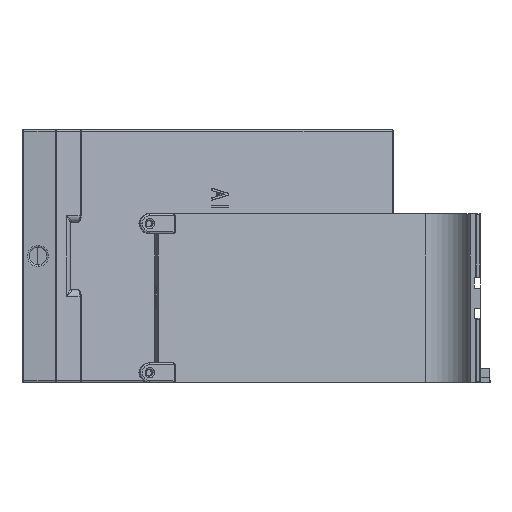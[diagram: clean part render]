
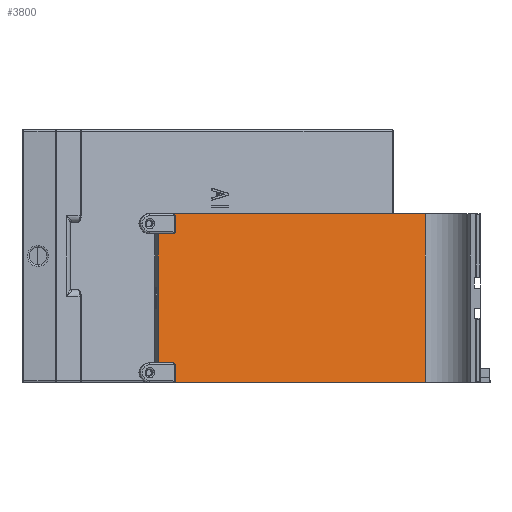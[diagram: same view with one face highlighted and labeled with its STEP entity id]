
A CAD part, left-side view. The second image highlights one B-rep face of the part: STEP entity #3800.
In plain terms, the highlighted face is planar.
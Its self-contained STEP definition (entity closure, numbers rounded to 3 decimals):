
#227 = DIRECTION ( 'NONE',  ( -0.342, 0.94, 0. ) ) ;
#1369 = VERTEX_POINT ( 'NONE', #15063 ) ;
#1439 = ORIENTED_EDGE ( 'NONE', *, *, #14689, .T. ) ;
#1747 = CARTESIAN_POINT ( 'NONE',  ( 40.399, 19.47, -25. ) ) ;
#2244 = CARTESIAN_POINT ( 'NONE',  ( 40.399, 19.47, -25. ) ) ;
#2658 = LINE ( 'NONE', #6090, #18061 ) ;
#2740 = EDGE_LOOP ( 'NONE', ( #7394, #11836, #1439, #17597 ) ) ;
#2777 = VERTEX_POINT ( 'NONE', #11674 ) ;
#2874 = VECTOR ( 'NONE', #7821, 1000. ) ;
#3800 = ADVANCED_FACE ( 'NONE', ( #13728 ), #10705, .T. ) ;
#4474 = LINE ( 'NONE', #19946, #9860 ) ;
#4509 = AXIS2_PLACEMENT_3D ( 'NONE', #18388, #19904, #6046 ) ;
#4572 = DIRECTION ( 'NONE',  ( 0., 0., -1. ) ) ;
#4596 = LINE ( 'NONE', #1747, #12846 ) ;
#6046 = DIRECTION ( 'NONE',  ( 0.342, -0.94, 0. ) ) ;
#6090 = CARTESIAN_POINT ( 'NONE',  ( 40.399, 19.47, 25. ) ) ;
#6498 = CARTESIAN_POINT ( 'NONE',  ( 40.399, 19.47, 25. ) ) ;
#7394 = ORIENTED_EDGE ( 'NONE', *, *, #20041, .F. ) ;
#7771 = EDGE_CURVE ( 'NONE', #2777, #8737, #2658, .T. ) ;
#7821 = DIRECTION ( 'NONE',  ( -0.342, 0.94, 0. ) ) ;
#8652 = EDGE_CURVE ( 'NONE', #15876, #1369, #4474, .T. ) ;
#8737 = VERTEX_POINT ( 'NONE', #2244 ) ;
#9001 = CARTESIAN_POINT ( 'NONE',  ( 11.657, 98.441, 25. ) ) ;
#9033 = DIRECTION ( 'NONE',  ( 0., 0., -1. ) ) ;
#9860 = VECTOR ( 'NONE', #9033, 1000. ) ;
#10705 = PLANE ( 'NONE',  #4509 ) ;
#11674 = CARTESIAN_POINT ( 'NONE',  ( 40.399, 19.47, 25. ) ) ;
#11836 = ORIENTED_EDGE ( 'NONE', *, *, #7771, .F. ) ;
#12846 = VECTOR ( 'NONE', #227, 1000. ) ;
#13728 = FACE_OUTER_BOUND ( 'NONE', #2740, .T. ) ;
#14689 = EDGE_CURVE ( 'NONE', #2777, #15876, #18433, .T. ) ;
#15063 = CARTESIAN_POINT ( 'NONE',  ( 11.657, 98.441, -25. ) ) ;
#15876 = VERTEX_POINT ( 'NONE', #9001 ) ;
#17597 = ORIENTED_EDGE ( 'NONE', *, *, #8652, .T. ) ;
#18061 = VECTOR ( 'NONE', #4572, 1000. ) ;
#18388 = CARTESIAN_POINT ( 'NONE',  ( 40.399, 19.47, 25. ) ) ;
#18433 = LINE ( 'NONE', #6498, #2874 ) ;
#19904 = DIRECTION ( 'NONE',  ( -0.94, -0.342, 0. ) ) ;
#19946 = CARTESIAN_POINT ( 'NONE',  ( 11.657, 98.441, 25. ) ) ;
#20041 = EDGE_CURVE ( 'NONE', #8737, #1369, #4596, .T. ) ;
